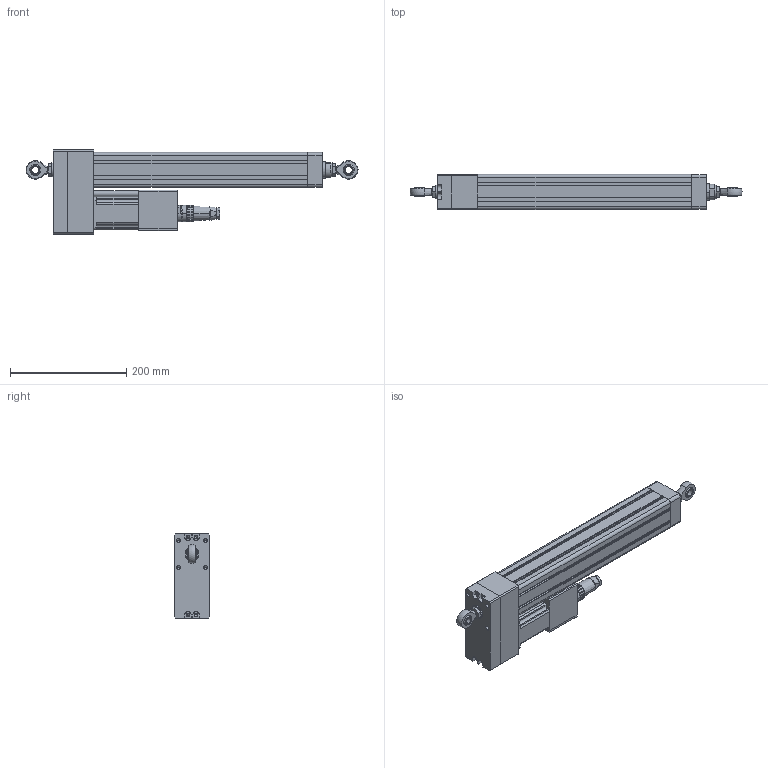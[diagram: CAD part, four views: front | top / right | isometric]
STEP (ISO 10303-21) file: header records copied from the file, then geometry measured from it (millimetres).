
FILE_DESCRIPTION((''),'2;1');
FILE_NAME('K1309133_stp.stp','2018-12-11T12:45:23',(''),(''),'Mechanical Desktop 2009','Mechanical Desktop 2009',', , ');
FILE_SCHEMA(('CONFIG_CONTROL_DESIGN'));
Length unit declared in the file: millimetre
Products named in the file (48): K1309133_STP; K1309121A; K1309121; K0702222; K0702222A; K0909182A; K0909182; K0711167; K0711167A; K0909184A; K0909184; GELENKKOPF_M12; TEIL1; TEIL2A; U-SCHEIBE_M12; U-SCHEIBE_M12A; 6KT-MUTTER_M12_05DA; 6KT-MUTTER_M12_05D; Gelenkkopf_M12|AVE_RENDER; Gelenkkopf_M12|AVE_GLOBAL; Gelenkkopf_M12|RM_SDB; E1201123_STP; K49586; E0711172A; E0711172; E1201122; E1201122A; SENKSCHRAUBE_I-6KT_M3X8A; SENKSCHRAUBE_I-6KT_M3X8; FLANSCHSTECKER_KUNSTST_7P; FLANSCHSTECKER_KUNSTST_7PA; I-6KT_SCHRAUBE_M3X8A; I-6KT_SCHRAUBE_M3X8; K0711176A; K0711176; KABELDOSE_KUNSTST_7P; TEIL1A; TEIL2; TEIL3; Kabeldose_Kunstst_7p|AVE_RENDER ...
Assembly tree (67 placements, depth 4):
  K1309133_STP
    K1309121A
      K1309121
    K0702222
      K0702222A
    K0909182A
      K0909182
    K0711167
      K0711167A
    K0909184A
      K0909184
    GELENKKOPF_M12  x2
      TEIL1
      TEIL2A
      U-SCHEIBE_M12
        U-SCHEIBE_M12A
      6KT-MUTTER_M12_05DA
        6KT-MUTTER_M12_05D
      Gelenkkopf_M12|AVE_RENDER
      Gelenkkopf_M12|AVE_GLOBAL
      Gelenkkopf_M12|RM_SDB
    E1201123_STP
      K49586
      E0711172A
        E0711172
      E1201122
        E1201122A
      SENKSCHRAUBE_I-6KT_M3X8A  x4
        SENKSCHRAUBE_I-6KT_M3X8
      FLANSCHSTECKER_KUNSTST_7P
        FLANSCHSTECKER_KUNSTST_7PA
      I-6KT_SCHRAUBE_M3X8A  x2
        I-6KT_SCHRAUBE_M3X8
    K0711176A
      K0711176
    KABELDOSE_KUNSTST_7P
      TEIL1A
      TEIL2
      TEIL3
      Kabeldose_Kunstst_7p|AVE_RENDER  x8
      Kabeldose_Kunstst_7p|AVE_GLOBAL
      Kabeldose_Kunstst_7p|RM_SDB  x3
    RM_SDB  x3
  1
  2
  3
  4
Bounding box: 571 x 60.3 x 145 mm (x, y, z)
Volume: 1435493.7 mm3; surface area: 463015 mm2
Topology: 27 solids, 27 shells, 894 faces, 2311 edges, 1470 vertices
Faces by surface type: cylinder 381, plane 358, cone 117, bspline 20, torus 12, sphere 6
Entity records: 27642 total; most frequent: CARTESIAN_POINT 6508, DIRECTION 4442, ORIENTED_EDGE 4072, EDGE_CURVE 2036, AXIS2_PLACEMENT_3D 1650, VERTEX_POINT 1338, VECTOR 1142, LINE 1142
